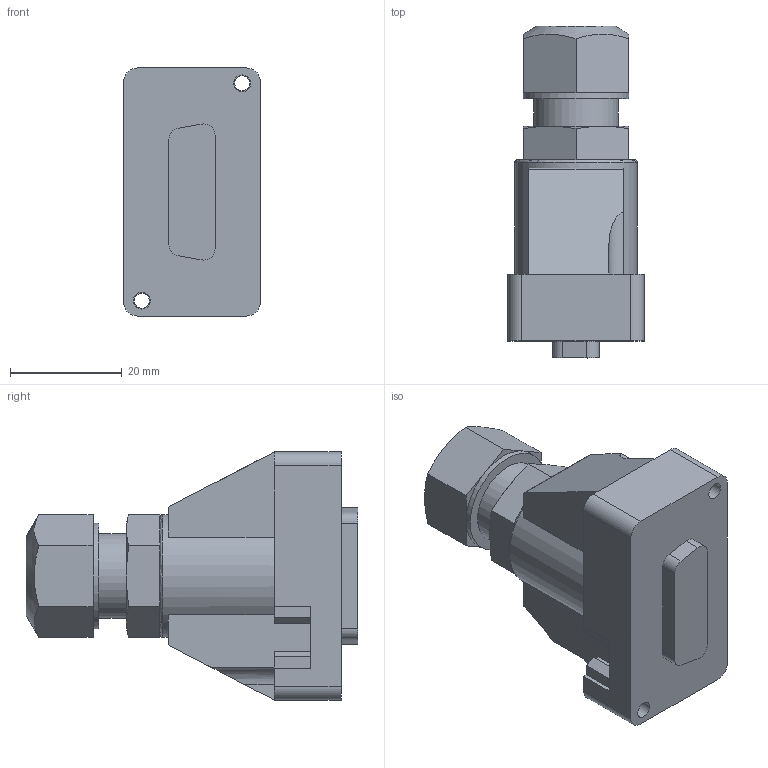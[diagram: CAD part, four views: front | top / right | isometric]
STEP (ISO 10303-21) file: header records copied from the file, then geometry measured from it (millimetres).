
FILE_DESCRIPTION(/* description */ ('STEP AP214'),/* implementation_level */ '2;1');
FILE_NAME(/* name */ '177675_SD-SUB-D-BU15',/* time_stamp */ '2024-09-15T00:30:30+02:00',/* author */ ('License CC BY-ND 4.0'),/* organization */ ('CADENAS'),/* preprocessor_version */ 'ST-DEVELOPER v19.3',/* originating_system */ 'PARTsolutions',/* authorisation */ ' ');
FILE_SCHEMA (('AUTOMOTIVE_DESIGN {1 0 10303 214 3 1 1}'));
Length unit declared in the file: millimetre
Products named in the file (1): 177675 SD-SUB-D-BU15
Bounding box: 24.5 x 59.5 x 44.5 mm (x, y, z)
Volume: 32280.3 mm3; surface area: 7750.5 mm2
Topology: 1 solids, 1 shells, 108 faces, 275 edges, 174 vertices
Faces by surface type: plane 81, cylinder 19, cone 7, torus 1
Full cylindrical faces by diameter (mm): 2.7 x2, 3 x2, 15.2 x1, 19 x1, 22 x1
Entity records: 3200 total; most frequent: CARTESIAN_POINT 607, DIRECTION 526, ORIENTED_EDGE 522, EDGE_CURVE 261, LINE 178, VECTOR 178, AXIS2_PLACEMENT_3D 174, VERTEX_POINT 169
